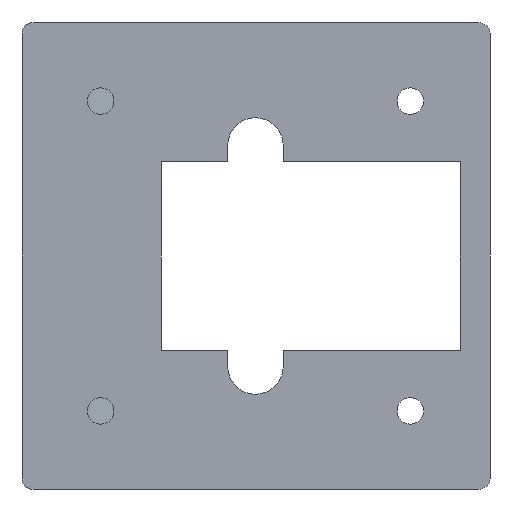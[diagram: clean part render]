
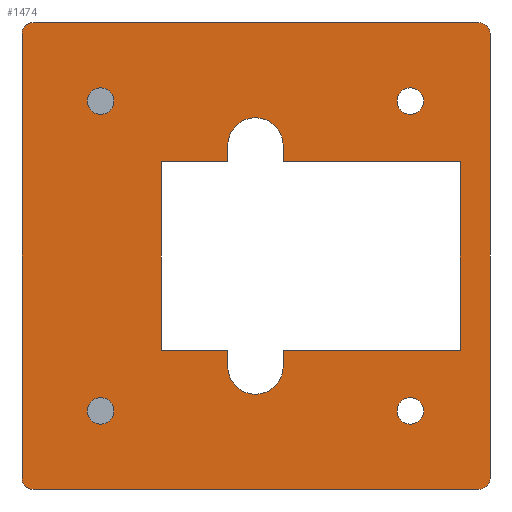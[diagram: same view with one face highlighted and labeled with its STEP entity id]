
A CAD part, front view. The second image highlights one B-rep face of the part: STEP entity #1474.
In plain terms, the highlighted planar face has unit normal (0, -1, 0).
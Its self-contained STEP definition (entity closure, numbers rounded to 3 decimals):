
#24=FACE_BOUND('',#197,.T.);
#25=FACE_BOUND('',#198,.T.);
#26=FACE_BOUND('',#199,.T.);
#27=FACE_BOUND('',#200,.T.);
#28=FACE_BOUND('',#201,.T.);
#52=CIRCLE('',#1561,2.5);
#64=CIRCLE('',#1579,1.);
#65=CIRCLE('',#1582,1.);
#66=CIRCLE('',#1583,1.);
#67=CIRCLE('',#1584,1.);
#68=CIRCLE('',#1585,1.2);
#69=CIRCLE('',#1586,2.5);
#70=CIRCLE('',#1587,1.2);
#71=CIRCLE('',#1588,1.2);
#72=CIRCLE('',#1589,1.2);
#111=FACE_OUTER_BOUND('',#196,.T.);
#196=EDGE_LOOP('',(#1063,#1064,#1065,#1066,#1067,#1068,#1069,#1070));
#197=EDGE_LOOP('',(#1071));
#198=EDGE_LOOP('',(#1072,#1073,#1074,#1075,#1076,#1077,#1078,#1079,#1080,
#1081,#1082,#1083));
#199=EDGE_LOOP('',(#1084));
#200=EDGE_LOOP('',(#1085));
#201=EDGE_LOOP('',(#1086));
#283=LINE('',#2131,#457);
#287=LINE('',#2138,#461);
#298=LINE('',#2173,#472);
#313=LINE('',#2222,#487);
#321=LINE('',#2238,#495);
#322=LINE('',#2242,#496);
#323=LINE('',#2246,#497);
#324=LINE('',#2253,#498);
#325=LINE('',#2254,#499);
#326=LINE('',#2256,#500);
#327=LINE('',#2258,#501);
#328=LINE('',#2260,#502);
#329=LINE('',#2262,#503);
#330=LINE('',#2263,#504);
#457=VECTOR('',#1702,10.);
#461=VECTOR('',#1708,10.);
#472=VECTOR('',#1735,10.);
#487=VECTOR('',#1776,10.);
#495=VECTOR('',#1786,10.);
#496=VECTOR('',#1789,10.);
#497=VECTOR('',#1792,10.);
#498=VECTOR('',#1799,10.);
#499=VECTOR('',#1800,10.);
#500=VECTOR('',#1801,10.);
#501=VECTOR('',#1802,10.);
#502=VECTOR('',#1803,10.);
#503=VECTOR('',#1804,10.);
#504=VECTOR('',#1805,10.);
#630=VERTEX_POINT('',#2128);
#631=VERTEX_POINT('',#2130);
#633=VERTEX_POINT('',#2136);
#634=VERTEX_POINT('',#2140);
#644=VERTEX_POINT('',#2170);
#645=VERTEX_POINT('',#2172);
#664=VERTEX_POINT('',#2215);
#665=VERTEX_POINT('',#2217);
#666=VERTEX_POINT('',#2221);
#673=VERTEX_POINT('',#2237);
#674=VERTEX_POINT('',#2239);
#675=VERTEX_POINT('',#2241);
#676=VERTEX_POINT('',#2243);
#677=VERTEX_POINT('',#2245);
#678=VERTEX_POINT('',#2248);
#679=VERTEX_POINT('',#2250);
#680=VERTEX_POINT('',#2251);
#681=VERTEX_POINT('',#2255);
#682=VERTEX_POINT('',#2257);
#683=VERTEX_POINT('',#2259);
#684=VERTEX_POINT('',#2261);
#685=VERTEX_POINT('',#2264);
#686=VERTEX_POINT('',#2266);
#687=VERTEX_POINT('',#2268);
#774=EDGE_CURVE('',#631,#630,#283,.T.);
#778=EDGE_CURVE('',#630,#633,#287,.T.);
#780=EDGE_CURVE('',#633,#634,#52,.T.);
#793=EDGE_CURVE('',#645,#644,#298,.T.);
#816=EDGE_CURVE('',#664,#665,#64,.T.);
#818=EDGE_CURVE('',#666,#665,#313,.T.);
#826=EDGE_CURVE('',#664,#673,#321,.F.);
#827=EDGE_CURVE('',#674,#673,#65,.T.);
#828=EDGE_CURVE('',#674,#675,#322,.T.);
#829=EDGE_CURVE('',#675,#676,#66,.T.);
#830=EDGE_CURVE('',#676,#677,#323,.T.);
#831=EDGE_CURVE('',#677,#666,#67,.T.);
#832=EDGE_CURVE('',#678,#678,#68,.F.);
#833=EDGE_CURVE('',#679,#680,#69,.T.);
#834=EDGE_CURVE('',#680,#645,#324,.T.);
#835=EDGE_CURVE('',#644,#631,#325,.T.);
#836=EDGE_CURVE('',#634,#681,#326,.T.);
#837=EDGE_CURVE('',#681,#682,#327,.T.);
#838=EDGE_CURVE('',#682,#683,#328,.F.);
#839=EDGE_CURVE('',#683,#684,#329,.T.);
#840=EDGE_CURVE('',#684,#679,#330,.T.);
#841=EDGE_CURVE('',#685,#685,#70,.F.);
#842=EDGE_CURVE('',#686,#686,#71,.F.);
#843=EDGE_CURVE('',#687,#687,#72,.F.);
#1063=ORIENTED_EDGE('',*,*,#816,.F.);
#1064=ORIENTED_EDGE('',*,*,#826,.T.);
#1065=ORIENTED_EDGE('',*,*,#827,.F.);
#1066=ORIENTED_EDGE('',*,*,#828,.T.);
#1067=ORIENTED_EDGE('',*,*,#829,.T.);
#1068=ORIENTED_EDGE('',*,*,#830,.T.);
#1069=ORIENTED_EDGE('',*,*,#831,.T.);
#1070=ORIENTED_EDGE('',*,*,#818,.T.);
#1071=ORIENTED_EDGE('',*,*,#832,.T.);
#1072=ORIENTED_EDGE('',*,*,#833,.T.);
#1073=ORIENTED_EDGE('',*,*,#834,.T.);
#1074=ORIENTED_EDGE('',*,*,#793,.T.);
#1075=ORIENTED_EDGE('',*,*,#835,.T.);
#1076=ORIENTED_EDGE('',*,*,#774,.T.);
#1077=ORIENTED_EDGE('',*,*,#778,.T.);
#1078=ORIENTED_EDGE('',*,*,#780,.T.);
#1079=ORIENTED_EDGE('',*,*,#836,.T.);
#1080=ORIENTED_EDGE('',*,*,#837,.T.);
#1081=ORIENTED_EDGE('',*,*,#838,.T.);
#1082=ORIENTED_EDGE('',*,*,#839,.T.);
#1083=ORIENTED_EDGE('',*,*,#840,.T.);
#1084=ORIENTED_EDGE('',*,*,#841,.T.);
#1085=ORIENTED_EDGE('',*,*,#842,.T.);
#1086=ORIENTED_EDGE('',*,*,#843,.T.);
#1415=PLANE('',#1581);
#1474=ADVANCED_FACE('',(#111,#24,#25,#26,#27,#28),#1415,.T.);
#1561=AXIS2_PLACEMENT_3D('',#2142,#1712,#1713);
#1579=AXIS2_PLACEMENT_3D('',#2218,#1771,#1772);
#1581=AXIS2_PLACEMENT_3D('',#2236,#1784,#1785);
#1582=AXIS2_PLACEMENT_3D('',#2240,#1787,#1788);
#1583=AXIS2_PLACEMENT_3D('',#2244,#1790,#1791);
#1584=AXIS2_PLACEMENT_3D('',#2247,#1793,#1794);
#1585=AXIS2_PLACEMENT_3D('',#2249,#1795,#1796);
#1586=AXIS2_PLACEMENT_3D('',#2252,#1797,#1798);
#1587=AXIS2_PLACEMENT_3D('',#2265,#1806,#1807);
#1588=AXIS2_PLACEMENT_3D('',#2267,#1808,#1809);
#1589=AXIS2_PLACEMENT_3D('',#2269,#1810,#1811);
#1702=DIRECTION('',(1.,0.,0.));
#1708=DIRECTION('',(0.,0.,1.));
#1712=DIRECTION('center_axis',(0.,1.,0.));
#1713=DIRECTION('ref_axis',(1.,0.,0.));
#1735=DIRECTION('',(-1.,0.,0.));
#1771=DIRECTION('center_axis',(0.,1.,0.));
#1772=DIRECTION('ref_axis',(0.707,0.,-0.707));
#1776=DIRECTION('',(1.,0.,0.));
#1784=DIRECTION('center_axis',(0.,-1.,0.));
#1785=DIRECTION('ref_axis',(1.,0.,0.));
#1786=DIRECTION('',(0.,0.,-1.));
#1787=DIRECTION('center_axis',(0.,1.,0.));
#1788=DIRECTION('ref_axis',(0.707,0.,0.707));
#1789=DIRECTION('',(-1.,0.,0.));
#1790=DIRECTION('center_axis',(0.,-1.,0.));
#1791=DIRECTION('ref_axis',(0.,0.,
1.));
#1792=DIRECTION('',(0.,0.,-1.));
#1793=DIRECTION('center_axis',(0.,-1.,0.));
#1794=DIRECTION('ref_axis',(-1.,0.,0.));
#1795=DIRECTION('center_axis',(0.,-1.,0.));
#1796=DIRECTION('ref_axis',(1.,0.,0.));
#1797=DIRECTION('center_axis',(0.,1.,0.));
#1798=DIRECTION('ref_axis',(-1.,0.,0.006));
#1799=DIRECTION('',(0.,0.,1.));
#1800=DIRECTION('',(0.,0.,1.));
#1801=DIRECTION('',(0.,0.,-1.));
#1802=DIRECTION('',(1.,0.,0.));
#1803=DIRECTION('',(0.,0.,1.));
#1804=DIRECTION('',(-1.,0.,0.));
#1805=DIRECTION('',(0.,0.,-1.));
#1806=DIRECTION('center_axis',(0.,-1.,0.));
#1807=DIRECTION('ref_axis',(1.,0.,0.));
#1808=DIRECTION('center_axis',(0.,-1.,0.));
#1809=DIRECTION('ref_axis',(1.,0.,0.));
#1810=DIRECTION('center_axis',(0.,-1.,0.));
#1811=DIRECTION('ref_axis',(1.,0.,0.));
#2128=CARTESIAN_POINT('',(-173.002,100.3,-162.502));
#2130=CARTESIAN_POINT('',(-179.002,100.3,-162.502));
#2131=CARTESIAN_POINT('',(-179.002,100.3,-162.502));
#2136=CARTESIAN_POINT('',(-173.002,100.3,-161.018));
#2138=CARTESIAN_POINT('',(-173.002,100.3,-162.502));
#2140=CARTESIAN_POINT('',(-168.002,100.3,-161.002));
#2142=CARTESIAN_POINT('Origin',(-170.502,100.3,-161.002));
#2170=CARTESIAN_POINT('',(-179.002,100.3,-179.502));
#2172=CARTESIAN_POINT('',(-173.002,100.3,-179.502));
#2173=CARTESIAN_POINT('',(-173.002,100.3,-179.502));
#2215=CARTESIAN_POINT('',(-149.302,100.3,-191.102));
#2217=CARTESIAN_POINT('',(-150.302,100.3,-192.102));
#2218=CARTESIAN_POINT('Origin',(-150.302,100.3,-191.102));
#2221=CARTESIAN_POINT('',(-190.602,100.3,-192.102));
#2222=CARTESIAN_POINT('',(-150.402,100.3,-192.102));
#2236=CARTESIAN_POINT('Origin',(-170.502,100.3,-171.002));
#2237=CARTESIAN_POINT('',(-149.302,100.3,-150.902));
#2238=CARTESIAN_POINT('',(-149.302,100.3,-181.052));
#2239=CARTESIAN_POINT('',(-150.302,100.3,-149.902));
#2240=CARTESIAN_POINT('Origin',(-150.302,100.3,-150.902));
#2241=CARTESIAN_POINT('',(-190.602,100.3,-149.902));
#2242=CARTESIAN_POINT('',(-190.602,100.3,-149.902));
#2243=CARTESIAN_POINT('',(-191.602,100.3,-150.902));
#2244=CARTESIAN_POINT('Origin',(-190.602,100.3,-150.902));
#2245=CARTESIAN_POINT('',(-191.602,100.3,-191.102));
#2246=CARTESIAN_POINT('',(-191.602,100.3,-191.102));
#2247=CARTESIAN_POINT('Origin',(-190.602,100.3,-191.102));
#2248=CARTESIAN_POINT('',(-185.702,100.3,-185.002));
#2249=CARTESIAN_POINT('Origin',(-184.502,100.3,-185.002));
#2250=CARTESIAN_POINT('',(-168.002,100.3,-181.002));
#2251=CARTESIAN_POINT('',(-173.002,100.3,-180.986));
#2252=CARTESIAN_POINT('Origin',(-170.502,100.3,-181.002));
#2253=CARTESIAN_POINT('',(-173.002,100.3,-179.502));
#2254=CARTESIAN_POINT('',(-179.002,100.3,-179.502));
#2255=CARTESIAN_POINT('',(-168.002,100.3,-162.502));
#2256=CARTESIAN_POINT('',(-168.002,100.3,-161.002));
#2257=CARTESIAN_POINT('',(-152.002,100.3,-162.502));
#2258=CARTESIAN_POINT('',(-168.002,100.3,-162.502));
#2259=CARTESIAN_POINT('',(-152.002,100.3,-179.502));
#2260=CARTESIAN_POINT('',(-152.002,100.3,-166.752));
#2261=CARTESIAN_POINT('',(-168.002,100.3,-179.502));
#2262=CARTESIAN_POINT('',(-162.002,100.3,-179.502));
#2263=CARTESIAN_POINT('',(-168.002,100.3,-181.002));
#2264=CARTESIAN_POINT('',(-185.702,100.3,-157.002));
#2265=CARTESIAN_POINT('Origin',(-184.502,100.3,-157.002));
#2266=CARTESIAN_POINT('',(-157.702,100.3,-157.002));
#2267=CARTESIAN_POINT('Origin',(-156.502,100.3,-157.002));
#2268=CARTESIAN_POINT('',(-157.702,100.3,-185.002));
#2269=CARTESIAN_POINT('Origin',(-156.502,100.3,-185.002));
